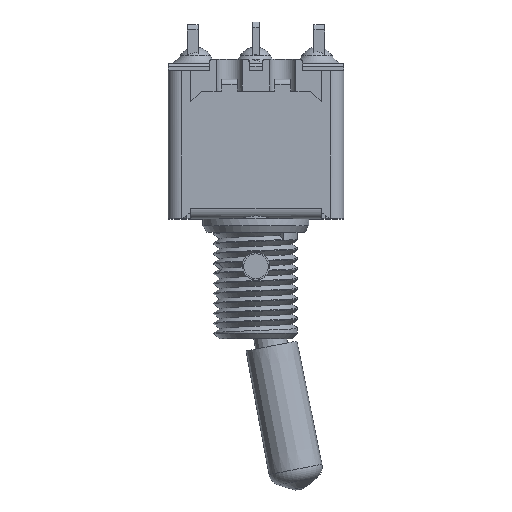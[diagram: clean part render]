
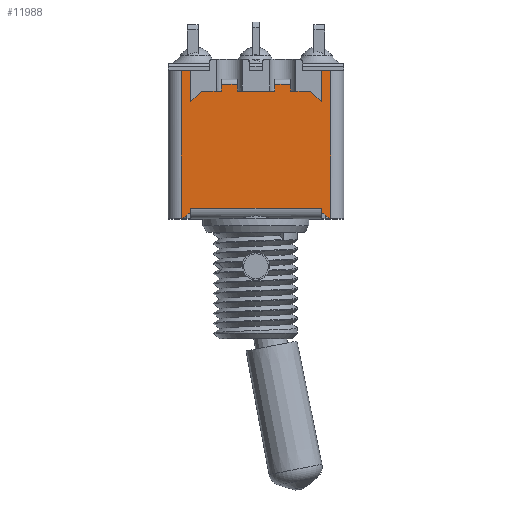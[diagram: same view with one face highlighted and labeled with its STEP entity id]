
A CAD part, top view. The second image highlights one B-rep face of the part: STEP entity #11988.
In plain terms, the highlighted planar face has unit normal (0, 0, 1).
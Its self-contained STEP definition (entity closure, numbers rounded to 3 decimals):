
#457=DIRECTION('',(-1.,0.,0.));
#458=VECTOR('',#457,9.8);
#459=CARTESIAN_POINT('',(4.9,0.8,3.4));
#460=LINE('',#459,#458);
#628=DIRECTION('',(-1.,0.,0.));
#629=VECTOR('',#628,0.2);
#630=CARTESIAN_POINT('',(-4.9,0.4,3.4));
#631=LINE('',#630,#629);
#632=CARTESIAN_POINT('',(-5.903,0.995,3.4));
#633=DIRECTION('',(0.,0.,1.));
#634=DIRECTION('',(0.303,-0.953,0.));
#635=AXIS2_PLACEMENT_3D('',#632,#633,#634);
#637=DIRECTION('',(1.,0.,0.));
#638=VECTOR('',#637,0.7);
#639=CARTESIAN_POINT('',(-5.6,11.15,3.4));
#640=LINE('',#639,#638);
#641=DIRECTION('',(0.,-1.,0.));
#642=VECTOR('',#641,0.507);
#643=CARTESIAN_POINT('',(-2.6,10.107,3.4));
#644=LINE('',#643,#642);
#645=DIRECTION('',(-1.,0.,0.));
#646=VECTOR('',#645,1.2);
#647=CARTESIAN_POINT('',(-1.4,10.107,3.4));
#648=LINE('',#647,#646);
#649=DIRECTION('',(0.,1.,0.));
#650=VECTOR('',#649,0.507);
#651=CARTESIAN_POINT('',(-1.4,9.6,3.4));
#652=LINE('',#651,#650);
#653=DIRECTION('',(0.,1.,0.));
#654=VECTOR('',#653,0.507);
#655=CARTESIAN_POINT('',(1.4,9.6,3.4));
#656=LINE('',#655,#654);
#657=DIRECTION('',(-1.,0.,0.));
#658=VECTOR('',#657,1.2);
#659=CARTESIAN_POINT('',(2.6,10.107,3.4));
#660=LINE('',#659,#658);
#661=DIRECTION('',(0.,-1.,0.));
#662=VECTOR('',#661,0.507);
#663=CARTESIAN_POINT('',(2.6,10.107,3.4));
#664=LINE('',#663,#662);
#665=DIRECTION('',(0.,1.,0.));
#666=VECTOR('',#665,2.35);
#667=CARTESIAN_POINT('',(4.9,8.8,3.4));
#668=LINE('',#667,#666);
#669=DIRECTION('',(1.,0.,0.));
#670=VECTOR('',#669,0.7);
#671=CARTESIAN_POINT('',(4.9,11.15,3.4));
#672=LINE('',#671,#670);
#673=CARTESIAN_POINT('',(5.903,0.995,3.4));
#674=DIRECTION('',(0.,0.,1.));
#675=DIRECTION('',(-0.803,-0.595,0.));
#676=AXIS2_PLACEMENT_3D('',#673,#674,#675);
#678=DIRECTION('',(1.,0.,0.));
#679=VECTOR('',#678,0.2);
#680=CARTESIAN_POINT('',(4.9,0.4,3.4));
#681=LINE('',#680,#679);
#682=DIRECTION('',(0.,1.,0.));
#683=VECTOR('',#682,0.4);
#684=CARTESIAN_POINT('',(4.9,0.4,3.4));
#685=LINE('',#684,#683);
#695=DIRECTION('',(0.,1.,0.));
#696=VECTOR('',#695,0.4);
#697=CARTESIAN_POINT('',(-4.9,0.4,3.4));
#698=LINE('',#697,#696);
#970=CARTESIAN_POINT('',(5.6,0.042,3.4));
#972=DIRECTION('',(0.,-1.,0.));
#973=VECTOR('',#972,11.108);
#974=CARTESIAN_POINT('',(5.6,11.15,3.4));
#975=LINE('',#974,#973);
#1002=DIRECTION('',(0.707,-0.707,0.));
#1003=VECTOR('',#1002,1.131);
#1004=CARTESIAN_POINT('',(4.1,9.6,3.4));
#1005=LINE('',#1004,#1003);
#1010=DIRECTION('',(-1.,0.,0.));
#1011=VECTOR('',#1010,1.5);
#1012=CARTESIAN_POINT('',(4.1,9.6,3.4));
#1013=LINE('',#1012,#1011);
#1152=DIRECTION('',(-1.,0.,0.));
#1153=VECTOR('',#1152,2.8);
#1154=CARTESIAN_POINT('',(1.4,9.6,3.4));
#1155=LINE('',#1154,#1153);
#1294=DIRECTION('',(-1.,0.,0.));
#1295=VECTOR('',#1294,1.5);
#1296=CARTESIAN_POINT('',(-2.6,9.6,3.4));
#1297=LINE('',#1296,#1295);
#1322=DIRECTION('',(-0.707,-0.707,0.));
#1323=VECTOR('',#1322,1.131);
#1324=CARTESIAN_POINT('',(-4.1,9.6,3.4));
#1325=LINE('',#1324,#1323);
#1330=DIRECTION('',(0.,1.,0.));
#1331=VECTOR('',#1330,2.35);
#1332=CARTESIAN_POINT('',(-4.9,8.8,3.4));
#1333=LINE('',#1332,#1331);
#1352=DIRECTION('',(0.,-1.,0.));
#1353=VECTOR('',#1352,11.108);
#1354=CARTESIAN_POINT('',(-5.6,11.15,3.4));
#1355=LINE('',#1354,#1353);
#1356=CARTESIAN_POINT('',(-5.6,0.042,3.4));
#9514=CARTESIAN_POINT('',(4.9,0.4,3.4));
#9515=CARTESIAN_POINT('',(5.1,0.4,3.4));
#9516=VERTEX_POINT('',#9514);
#9517=VERTEX_POINT('',#9515);
#9530=CARTESIAN_POINT('',(-4.9,0.4,3.4));
#9531=CARTESIAN_POINT('',(-5.1,0.4,3.4));
#9532=VERTEX_POINT('',#9530);
#9533=VERTEX_POINT('',#9531);
#9538=VERTEX_POINT('',#970);
#9543=VERTEX_POINT('',#1356);
#9589=CARTESIAN_POINT('',(4.9,11.15,3.4));
#9591=VERTEX_POINT('',#9589);
#9592=CARTESIAN_POINT('',(5.6,11.15,3.4));
#9593=VERTEX_POINT('',#9592);
#9612=CARTESIAN_POINT('',(-5.6,11.15,3.4));
#9613=CARTESIAN_POINT('',(-4.9,11.15,3.4));
#9614=VERTEX_POINT('',#9612);
#9615=VERTEX_POINT('',#9613);
#10407=CARTESIAN_POINT('',(1.4,9.6,3.4));
#10408=CARTESIAN_POINT('',(-1.4,9.6,3.4));
#10409=VERTEX_POINT('',#10407);
#10410=VERTEX_POINT('',#10408);
#10415=CARTESIAN_POINT('',(4.1,9.6,3.4));
#10416=CARTESIAN_POINT('',(2.6,9.6,3.4));
#10417=VERTEX_POINT('',#10415);
#10418=VERTEX_POINT('',#10416);
#10419=CARTESIAN_POINT('',(-2.6,9.6,3.4));
#10420=CARTESIAN_POINT('',(-4.1,9.6,3.4));
#10421=VERTEX_POINT('',#10419);
#10422=VERTEX_POINT('',#10420);
#10563=CARTESIAN_POINT('',(-2.6,10.107,3.4));
#10564=VERTEX_POINT('',#10563);
#10565=CARTESIAN_POINT('',(-1.4,10.107,3.4));
#10566=VERTEX_POINT('',#10565);
#10575=CARTESIAN_POINT('',(1.4,10.107,3.4));
#10576=VERTEX_POINT('',#10575);
#10577=CARTESIAN_POINT('',(2.6,10.107,3.4));
#10578=VERTEX_POINT('',#10577);
#10588=CARTESIAN_POINT('',(4.9,8.8,3.4));
#10590=VERTEX_POINT('',#10588);
#10591=CARTESIAN_POINT('',(4.9,0.8,3.4));
#10593=VERTEX_POINT('',#10591);
#10627=CARTESIAN_POINT('',(-4.9,8.8,3.4));
#10629=VERTEX_POINT('',#10627);
#10631=CARTESIAN_POINT('',(-4.9,0.8,3.4));
#10633=VERTEX_POINT('',#10631);
#11936=CARTESIAN_POINT('',(4.9,0.,3.4));
#11937=DIRECTION('',(0.,0.,1.));
#11938=DIRECTION('',(1.,0.,0.));
#11939=AXIS2_PLACEMENT_3D('',#11936,#11937,#11938);
#11940=PLANE('',#11939);
#11941=ORIENTED_EDGE('',*,*,#11772,.T.);
#11943=ORIENTED_EDGE('',*,*,#11942,.F.);
#11945=ORIENTED_EDGE('',*,*,#11944,.T.);
#11947=ORIENTED_EDGE('',*,*,#11946,.F.);
#11949=ORIENTED_EDGE('',*,*,#11948,.F.);
#11951=ORIENTED_EDGE('',*,*,#11950,.T.);
#11953=ORIENTED_EDGE('',*,*,#11952,.F.);
#11955=ORIENTED_EDGE('',*,*,#11954,.F.);
#11957=ORIENTED_EDGE('',*,*,#11956,.F.);
#11959=ORIENTED_EDGE('',*,*,#11958,.F.);
#11961=ORIENTED_EDGE('',*,*,#11960,.F.);
#11963=ORIENTED_EDGE('',*,*,#11962,.F.);
#11965=ORIENTED_EDGE('',*,*,#11964,.F.);
#11967=ORIENTED_EDGE('',*,*,#11966,.T.);
#11969=ORIENTED_EDGE('',*,*,#11968,.F.);
#11971=ORIENTED_EDGE('',*,*,#11970,.T.);
#11973=ORIENTED_EDGE('',*,*,#11972,.F.);
#11975=ORIENTED_EDGE('',*,*,#11974,.T.);
#11977=ORIENTED_EDGE('',*,*,#11976,.T.);
#11979=ORIENTED_EDGE('',*,*,#11978,.T.);
#11981=ORIENTED_EDGE('',*,*,#11980,.T.);
#11983=ORIENTED_EDGE('',*,*,#11982,.F.);
#11984=ORIENTED_EDGE('',*,*,#11892,.F.);
#11985=ORIENTED_EDGE('',*,*,#11930,.T.);
#11986=EDGE_LOOP('',(#11941,#11943,#11945,#11947,#11949,#11951,#11953,#11955,
#11957,#11959,#11961,#11963,#11965,#11967,#11969,#11971,#11973,#11975,#11977,
#11979,#11981,#11983,#11984,#11985));
#11987=FACE_OUTER_BOUND('',#11986,.F.);
#636=CIRCLE('',#635,1.);
#677=CIRCLE('',#676,1.);
#11772=EDGE_CURVE('',#10593,#10633,#460,.T.);
#11892=EDGE_CURVE('',#9516,#9517,#681,.T.);
#11930=EDGE_CURVE('',#9516,#10593,#685,.T.);
#11942=EDGE_CURVE('',#9532,#10633,#698,.T.);
#11944=EDGE_CURVE('',#9532,#9533,#631,.T.);
#11946=EDGE_CURVE('',#9543,#9533,#636,.T.);
#11948=EDGE_CURVE('',#9614,#9543,#1355,.T.);
#11950=EDGE_CURVE('',#9614,#9615,#640,.T.);
#11952=EDGE_CURVE('',#10629,#9615,#1333,.T.);
#11954=EDGE_CURVE('',#10422,#10629,#1325,.T.);
#11956=EDGE_CURVE('',#10421,#10422,#1297,.T.);
#11958=EDGE_CURVE('',#10564,#10421,#644,.T.);
#11960=EDGE_CURVE('',#10566,#10564,#648,.T.);
#11962=EDGE_CURVE('',#10410,#10566,#652,.T.);
#11964=EDGE_CURVE('',#10409,#10410,#1155,.T.);
#11966=EDGE_CURVE('',#10409,#10576,#656,.T.);
#11968=EDGE_CURVE('',#10578,#10576,#660,.T.);
#11970=EDGE_CURVE('',#10578,#10418,#664,.T.);
#11972=EDGE_CURVE('',#10417,#10418,#1013,.T.);
#11974=EDGE_CURVE('',#10417,#10590,#1005,.T.);
#11976=EDGE_CURVE('',#10590,#9591,#668,.T.);
#11978=EDGE_CURVE('',#9591,#9593,#672,.T.);
#11980=EDGE_CURVE('',#9593,#9538,#975,.T.);
#11982=EDGE_CURVE('',#9517,#9538,#677,.T.);
#11988=ADVANCED_FACE('',(#11987),#11940,.T.);
